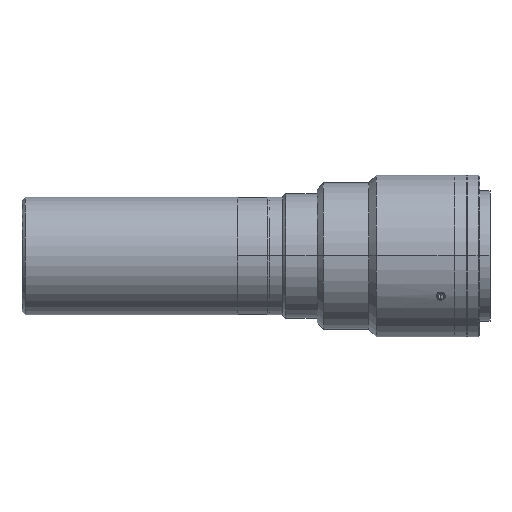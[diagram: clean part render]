
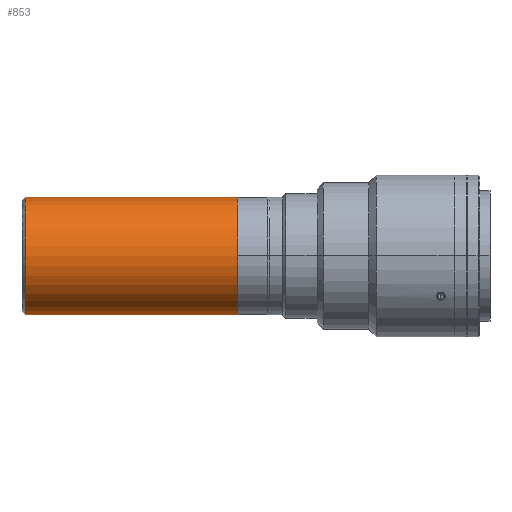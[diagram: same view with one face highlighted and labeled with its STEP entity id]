
A CAD part, top view. The second image highlights one B-rep face of the part: STEP entity #853.
In plain terms, the highlighted cylindrical face has radius 18.85 mm (diameter 37.7 mm), a partial arc.
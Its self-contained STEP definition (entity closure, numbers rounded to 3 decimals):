
#5 = EDGE_CURVE ( 'NONE', #1389, #2051, #2413, .T. ) ;
#160 = DIRECTION ( 'NONE',  ( 1., 0., 0. ) ) ;
#197 = AXIS2_PLACEMENT_3D ( 'NONE', #2472, #160, #488 ) ;
#241 = EDGE_CURVE ( 'NONE', #2051, #2239, #762, .T. ) ;
#305 = DIRECTION ( 'NONE',  ( 1., 0., 0. ) ) ;
#488 = DIRECTION ( 'NONE',  ( 0., -1., 0. ) ) ;
#632 = EDGE_CURVE ( 'NONE', #1389, #828, #2007, .T. ) ;
#762 = LINE ( 'NONE', #1528, #779 ) ;
#767 = ORIENTED_EDGE ( 'NONE', *, *, #241, .T. ) ;
#779 = VECTOR ( 'NONE', #1746, 1000. ) ;
#828 = VERTEX_POINT ( 'NONE', #3169 ) ;
#853 = ADVANCED_FACE ( 'NONE', ( #2975 ), #1230, .T. ) ;
#872 = VECTOR ( 'NONE', #305, 1000. ) ;
#1230 = CYLINDRICAL_SURFACE ( 'NONE', #197, 18.85 ) ;
#1308 = ORIENTED_EDGE ( 'NONE', *, *, #5, .T. ) ;
#1389 = VERTEX_POINT ( 'NONE', #1540 ) ;
#1394 = ORIENTED_EDGE ( 'NONE', *, *, #2204, .F. ) ;
#1528 = CARTESIAN_POINT ( 'NONE',  ( 0., -18.85, 0. ) ) ;
#1540 = CARTESIAN_POINT ( 'NONE',  ( -55.1, 18.85, 0. ) ) ;
#1557 = CARTESIAN_POINT ( 'NONE',  ( 0., 18.85, 0. ) ) ;
#1746 = DIRECTION ( 'NONE',  ( 1., 0., 0. ) ) ;
#1811 = EDGE_LOOP ( 'NONE', ( #3216, #1308, #767, #1394 ) ) ;
#1903 = CIRCLE ( 'NONE', #2295, 18.85 ) ;
#1947 = CARTESIAN_POINT ( 'NONE',  ( 13.1, -18.85, 0. ) ) ;
#2007 = LINE ( 'NONE', #1557, #872 ) ;
#2051 = VERTEX_POINT ( 'NONE', #3184 ) ;
#2145 = CARTESIAN_POINT ( 'NONE',  ( 13.1, 0., 0. ) ) ;
#2204 = EDGE_CURVE ( 'NONE', #828, #2239, #1903, .T. ) ;
#2239 = VERTEX_POINT ( 'NONE', #1947 ) ;
#2285 = CARTESIAN_POINT ( 'NONE',  ( -55.1, 0., 0. ) ) ;
#2295 = AXIS2_PLACEMENT_3D ( 'NONE', #2145, #2429, #2649 ) ;
#2413 = CIRCLE ( 'NONE', #2871, 18.85 ) ;
#2429 = DIRECTION ( 'NONE',  ( 1., 0., 0. ) ) ;
#2472 = CARTESIAN_POINT ( 'NONE',  ( 0., 0., 0. ) ) ;
#2541 = DIRECTION ( 'NONE',  ( 0., -1., 0. ) ) ;
#2649 = DIRECTION ( 'NONE',  ( 0., -1., 0. ) ) ;
#2851 = DIRECTION ( 'NONE',  ( 1., 0., 0. ) ) ;
#2871 = AXIS2_PLACEMENT_3D ( 'NONE', #2285, #2851, #2541 ) ;
#2975 = FACE_OUTER_BOUND ( 'NONE', #1811, .T. ) ;
#3169 = CARTESIAN_POINT ( 'NONE',  ( 13.1, 18.85, 0. ) ) ;
#3184 = CARTESIAN_POINT ( 'NONE',  ( -55.1, -18.85, 0. ) ) ;
#3216 = ORIENTED_EDGE ( 'NONE', *, *, #632, .F. ) ;
